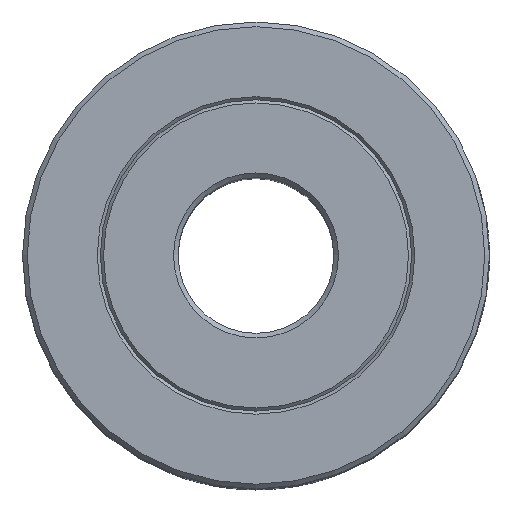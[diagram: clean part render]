
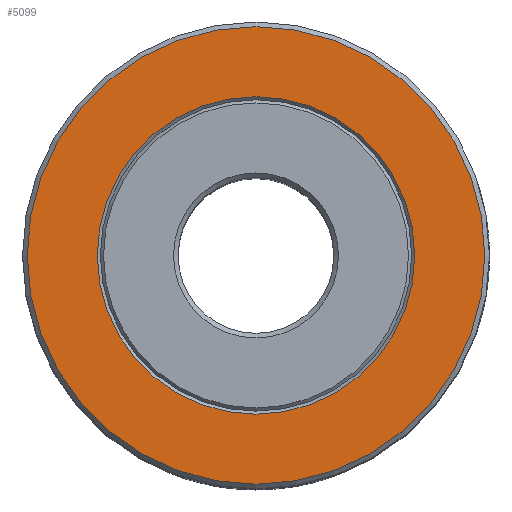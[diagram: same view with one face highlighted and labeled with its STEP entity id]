
A CAD part, top view. The second image highlights one B-rep face of the part: STEP entity #5099.
In plain terms, the highlighted planar face has unit normal (0, 0, 1).
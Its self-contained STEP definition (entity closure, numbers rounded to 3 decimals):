
#107=PLANE('',#5667);
#141=FACE_BOUND('',#945,.T.);
#405=CIRCLE('',#5666,7.35);
#406=CIRCLE('',#5668,5.1);
#656=FACE_OUTER_BOUND('',#944,.T.);
#944=EDGE_LOOP('',(#4217));
#945=EDGE_LOOP('',(#4218));
#2107=VERTEX_POINT('',#11535);
#2108=VERTEX_POINT('',#11539);
#2830=EDGE_CURVE('',#2107,#2107,#405,.T.);
#2831=EDGE_CURVE('',#2108,#2108,#406,.T.);
#4217=ORIENTED_EDGE('',*,*,#2830,.F.);
#4218=ORIENTED_EDGE('',*,*,#2831,.F.);
#5099=ADVANCED_FACE('',(#656,#141),#107,.T.);
#5666=AXIS2_PLACEMENT_3D('',#11537,#6831,#6832);
#5667=AXIS2_PLACEMENT_3D('',#11538,#6833,#6834);
#5668=AXIS2_PLACEMENT_3D('',#11540,#6835,#6836);
#6831=DIRECTION('center_axis',(0.,0.,-1.));
#6832=DIRECTION('ref_axis',(1.,0.,0.));
#6833=DIRECTION('center_axis',(0.,0.,1.));
#6834=DIRECTION('ref_axis',(1.,0.,0.));
#6835=DIRECTION('center_axis',(0.,0.,1.));
#6836=DIRECTION('ref_axis',(1.,0.,0.));
#11535=CARTESIAN_POINT('',(-7.35,0.,20.));
#11537=CARTESIAN_POINT('Origin',(0.,0.,20.));
#11538=CARTESIAN_POINT('Origin',(0.,0.,20.));
#11539=CARTESIAN_POINT('',(-5.1,0.,20.));
#11540=CARTESIAN_POINT('Origin',(0.,0.,20.));
